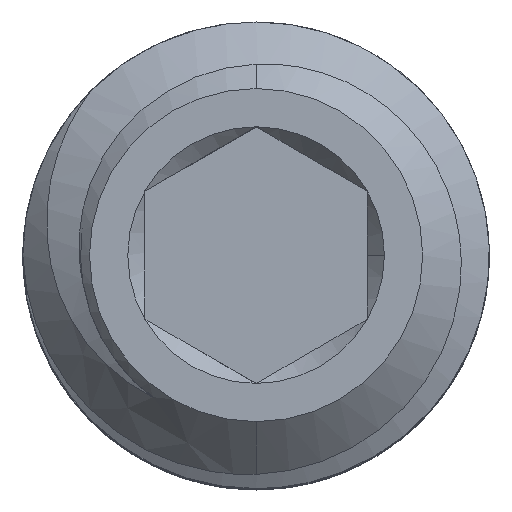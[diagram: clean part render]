
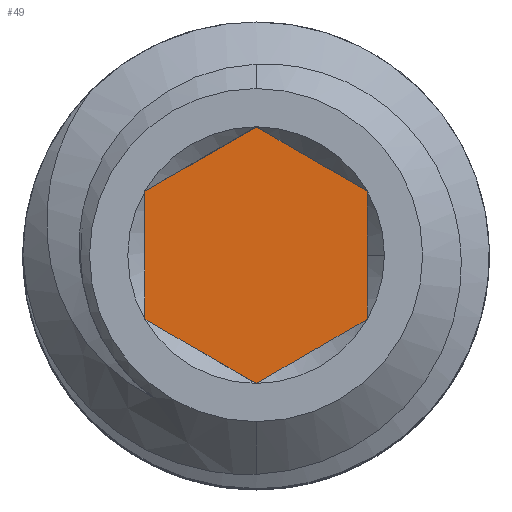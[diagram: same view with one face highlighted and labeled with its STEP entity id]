
A CAD part, top view. The second image highlights one B-rep face of the part: STEP entity #49.
In plain terms, the highlighted planar face has unit normal (0, 0, 1).
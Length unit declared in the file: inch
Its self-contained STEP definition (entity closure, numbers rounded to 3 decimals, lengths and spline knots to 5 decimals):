
#16 = ORIENTED_EDGE ( 'NONE', *, *, #735, .T. ) ;
#29 = EDGE_CURVE ( 'NONE', #3001, #634, #2624, .T. ) ;
#49 = ADVANCED_FACE ( 'NONE', ( #2026 ), #2128, .T. ) ;
#342 = LINE ( 'NONE', #2071, #3139 ) ;
#522 = DIRECTION ( 'NONE',  ( 0., 0., 1. ) ) ;
#536 = CARTESIAN_POINT ( 'NONE',  ( 0., 0.04511, 0.1465 ) ) ;
#634 = VERTEX_POINT ( 'NONE', #1984 ) ;
#647 = CARTESIAN_POINT ( 'NONE',  ( -0.03906, -0.02255, 0.1465 ) ) ;
#661 = LINE ( 'NONE', #647, #1096 ) ;
#664 = CARTESIAN_POINT ( 'NONE',  ( -0.03906, 0.02255, 0.1465 ) ) ;
#735 = EDGE_CURVE ( 'NONE', #1908, #2650, #3124, .T. ) ;
#750 = DIRECTION ( 'NONE',  ( -0.866, 0.5, 0. ) ) ;
#793 = CARTESIAN_POINT ( 'NONE',  ( 0., 0., 0.1465 ) ) ;
#868 = VECTOR ( 'NONE', #3176, 39.37008 ) ;
#937 = CARTESIAN_POINT ( 'NONE',  ( 0.03906, -0.02255, 0.1465 ) ) ;
#1020 = LINE ( 'NONE', #2786, #2248 ) ;
#1054 = CARTESIAN_POINT ( 'NONE',  ( 0.03906, -0.02255, 0.1465 ) ) ;
#1071 = DIRECTION ( 'NONE',  ( 1., 0., 0. ) ) ;
#1096 = VECTOR ( 'NONE', #2858, 39.37008 ) ;
#1159 = EDGE_CURVE ( 'NONE', #1363, #1908, #1020, .T. ) ;
#1244 = EDGE_CURVE ( 'NONE', #634, #1363, #2206, .T. ) ;
#1358 = ORIENTED_EDGE ( 'NONE', *, *, #1159, .T. ) ;
#1363 = VERTEX_POINT ( 'NONE', #536 ) ;
#1498 = VECTOR ( 'NONE', #750, 39.37008 ) ;
#1536 = VECTOR ( 'NONE', #3374, 39.37008 ) ;
#1566 = ORIENTED_EDGE ( 'NONE', *, *, #3146, .T. ) ;
#1607 = ORIENTED_EDGE ( 'NONE', *, *, #29, .T. ) ;
#1843 = DIRECTION ( 'NONE',  ( 0.866, 0.5, 0. ) ) ;
#1908 = VERTEX_POINT ( 'NONE', #1972 ) ;
#1972 = CARTESIAN_POINT ( 'NONE',  ( -0.03906, 0.02255, 0.1465 ) ) ;
#1984 = CARTESIAN_POINT ( 'NONE',  ( 0.03906, 0.02255, 0.1465 ) ) ;
#1998 = EDGE_CURVE ( 'NONE', #2650, #3159, #661, .T. ) ;
#2026 = FACE_OUTER_BOUND ( 'NONE', #2322, .T. ) ;
#2071 = CARTESIAN_POINT ( 'NONE',  ( 0., -0.04511, 0.1465 ) ) ;
#2128 = PLANE ( 'NONE',  #3220 ) ;
#2206 = LINE ( 'NONE', #2486, #1498 ) ;
#2248 = VECTOR ( 'NONE', #2770, 39.37008 ) ;
#2322 = EDGE_LOOP ( 'NONE', ( #16, #2566, #1566, #1607, #3444, #1358 ) ) ;
#2486 = CARTESIAN_POINT ( 'NONE',  ( 0.03906, 0.02255, 0.1465 ) ) ;
#2507 = CARTESIAN_POINT ( 'NONE',  ( -0.03906, -0.02255, 0.1465 ) ) ;
#2566 = ORIENTED_EDGE ( 'NONE', *, *, #1998, .T. ) ;
#2624 = LINE ( 'NONE', #1054, #868 ) ;
#2650 = VERTEX_POINT ( 'NONE', #2507 ) ;
#2770 = DIRECTION ( 'NONE',  ( -0.866, -0.5, 0. ) ) ;
#2786 = CARTESIAN_POINT ( 'NONE',  ( 0., 0.04511, 0.1465 ) ) ;
#2858 = DIRECTION ( 'NONE',  ( 0.866, -0.5, 0. ) ) ;
#2895 = CARTESIAN_POINT ( 'NONE',  ( 0., -0.04511, 0.1465 ) ) ;
#3001 = VERTEX_POINT ( 'NONE', #937 ) ;
#3124 = LINE ( 'NONE', #664, #1536 ) ;
#3139 = VECTOR ( 'NONE', #1843, 39.37008 ) ;
#3146 = EDGE_CURVE ( 'NONE', #3159, #3001, #342, .T. ) ;
#3159 = VERTEX_POINT ( 'NONE', #2895 ) ;
#3176 = DIRECTION ( 'NONE',  ( 0., 1., 0. ) ) ;
#3220 = AXIS2_PLACEMENT_3D ( 'NONE', #793, #522, #1071 ) ;
#3374 = DIRECTION ( 'NONE',  ( 0., -1., 0. ) ) ;
#3444 = ORIENTED_EDGE ( 'NONE', *, *, #1244, .T. ) ;
